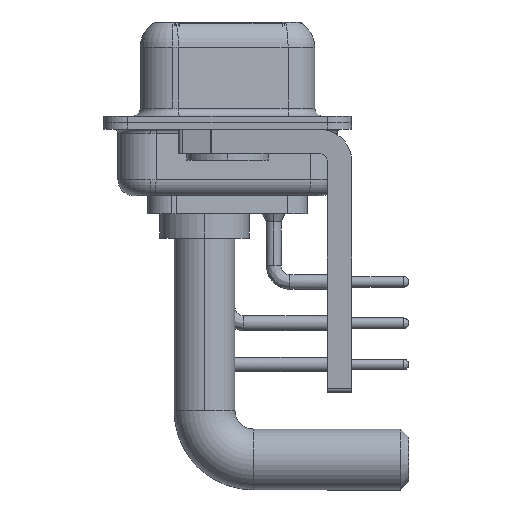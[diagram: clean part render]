
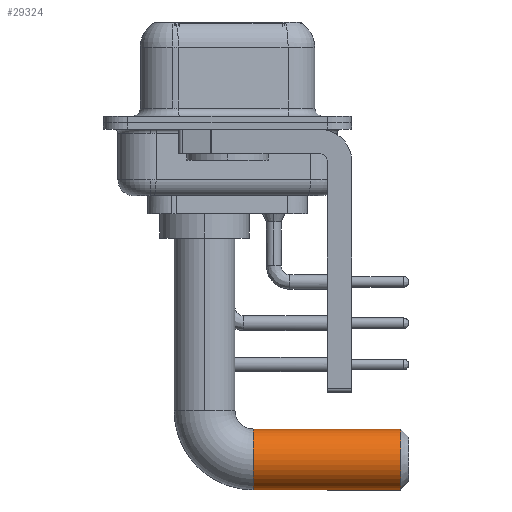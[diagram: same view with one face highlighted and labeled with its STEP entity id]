
A CAD part, left-side view. The second image highlights one B-rep face of the part: STEP entity #29324.
In plain terms, the highlighted cylindrical face has radius 1.875 mm (diameter 3.75 mm), a partial arc.
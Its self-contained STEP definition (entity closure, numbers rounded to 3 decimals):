
#1642 = EDGE_LOOP ( 'NONE', ( #2506, #22032, #10924, #6701 ) ) ;
#2027 = VERTEX_POINT ( 'NONE', #10088 ) ;
#2506 = ORIENTED_EDGE ( 'NONE', *, *, #25239, .F. ) ;
#3437 = DIRECTION ( 'NONE',  ( 0., -1., 0. ) ) ;
#6074 = CYLINDRICAL_SURFACE ( 'NONE', #13960, 1.875 ) ;
#6661 = CARTESIAN_POINT ( 'NONE',  ( 0., -3., -11.755 ) ) ;
#6701 = ORIENTED_EDGE ( 'NONE', *, *, #7755, .T. ) ;
#7755 = EDGE_CURVE ( 'NONE', #2027, #26764, #22833, .T. ) ;
#8779 = AXIS2_PLACEMENT_3D ( 'NONE', #23448, #34661, #34145 ) ;
#9388 = DIRECTION ( 'NONE',  ( 0., 0., -1. ) ) ;
#10088 = CARTESIAN_POINT ( 'NONE',  ( 0., -12.07, -15.505 ) ) ;
#10924 = ORIENTED_EDGE ( 'NONE', *, *, #14747, .T. ) ;
#13042 = LINE ( 'NONE', #23975, #28744 ) ;
#13661 = VERTEX_POINT ( 'NONE', #17417 ) ;
#13960 = AXIS2_PLACEMENT_3D ( 'NONE', #16790, #3437, #9388 ) ;
#14747 = EDGE_CURVE ( 'NONE', #13661, #2027, #13042, .T. ) ;
#16790 = CARTESIAN_POINT ( 'NONE',  ( 0., -3., -13.63 ) ) ;
#17096 = EDGE_CURVE ( 'NONE', #22879, #13661, #27123, .T. ) ;
#17417 = CARTESIAN_POINT ( 'NONE',  ( 0., -3., -15.505 ) ) ;
#20352 = DIRECTION ( 'NONE',  ( -1., 0., 0. ) ) ;
#22032 = ORIENTED_EDGE ( 'NONE', *, *, #17096, .T. ) ;
#22833 = CIRCLE ( 'NONE', #8779, 1.875 ) ;
#22879 = VERTEX_POINT ( 'NONE', #6661 ) ;
#23448 = CARTESIAN_POINT ( 'NONE',  ( 0., -12.07, -13.63 ) ) ;
#23975 = CARTESIAN_POINT ( 'NONE',  ( 0., -3., -15.505 ) ) ;
#24900 = AXIS2_PLACEMENT_3D ( 'NONE', #25622, #30372, #20352 ) ;
#25239 = EDGE_CURVE ( 'NONE', #22879, #26764, #28743, .T. ) ;
#25622 = CARTESIAN_POINT ( 'NONE',  ( 0., -3., -13.63 ) ) ;
#25933 = CARTESIAN_POINT ( 'NONE',  ( 0., -3., -11.755 ) ) ;
#26267 = DIRECTION ( 'NONE',  ( 0., -1., 0. ) ) ;
#26764 = VERTEX_POINT ( 'NONE', #33725 ) ;
#27123 = CIRCLE ( 'NONE', #24900, 1.875 ) ;
#28743 = LINE ( 'NONE', #25933, #32968 ) ;
#28744 = VECTOR ( 'NONE', #34671, 1000. ) ;
#29324 = ADVANCED_FACE ( 'NONE', ( #30166 ), #6074, .T. ) ;
#30166 = FACE_OUTER_BOUND ( 'NONE', #1642, .T. ) ;
#30372 = DIRECTION ( 'NONE',  ( 0., -1., 0. ) ) ;
#32968 = VECTOR ( 'NONE', #26267, 1000. ) ;
#33725 = CARTESIAN_POINT ( 'NONE',  ( 0., -12.07, -11.755 ) ) ;
#34145 = DIRECTION ( 'NONE',  ( 0., 0., -1. ) ) ;
#34661 = DIRECTION ( 'NONE',  ( 0., 1., 0. ) ) ;
#34671 = DIRECTION ( 'NONE',  ( 0., -1., 0. ) ) ;
